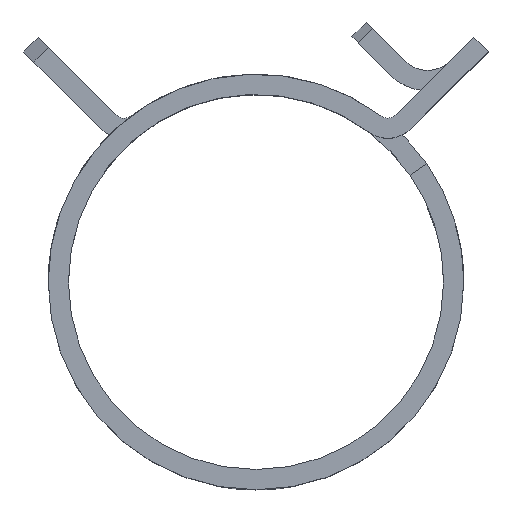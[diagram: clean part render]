
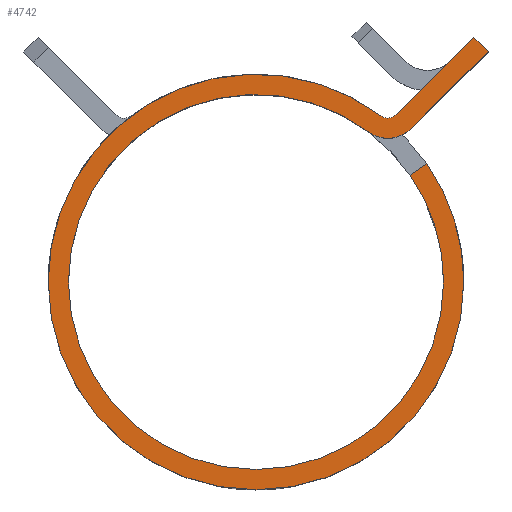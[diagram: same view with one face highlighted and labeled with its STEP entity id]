
A CAD part, top view. The second image highlights one B-rep face of the part: STEP entity #4742.
In plain terms, the highlighted planar face has unit normal (0, 0, 1).
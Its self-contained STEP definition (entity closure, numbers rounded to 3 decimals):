
#180 = DIRECTION ( 'NONE',  ( 0., 0., -1. ) ) ;
#265 = CIRCLE ( 'NONE', #5537, 17.45 ) ;
#327 = CARTESIAN_POINT ( 'NONE',  ( 19.5, 19.32, 6. ) ) ;
#370 = DIRECTION ( 'NONE',  ( 1., 0., 0. ) ) ;
#455 = VERTEX_POINT ( 'NONE', #1375 ) ;
#510 = LINE ( 'NONE', #1110, #977 ) ;
#563 = AXIS2_PLACEMENT_3D ( 'NONE', #4587, #788, #5586 ) ;
#635 = DIRECTION ( 'NONE',  ( -0.71, -0.704, 0. ) ) ;
#761 = CIRCLE ( 'NONE', #563, 2.7 ) ;
#775 = VECTOR ( 'NONE', #4687, 1000. ) ;
#787 = ORIENTED_EDGE ( 'NONE', *, *, #2323, .T. ) ;
#788 = DIRECTION ( 'NONE',  ( 0., 0., -1. ) ) ;
#894 = VERTEX_POINT ( 'NONE', #4434 ) ;
#969 = VECTOR ( 'NONE', #1512, 1000. ) ;
#977 = VECTOR ( 'NONE', #635, 1000. ) ;
#1110 = CARTESIAN_POINT ( 'NONE',  ( 18.304, 20.527, 6. ) ) ;
#1129 = DIRECTION ( 'NONE',  ( 1., 0., 0. ) ) ;
#1188 = CARTESIAN_POINT ( 'NONE',  ( 18.304, 20.527, 6. ) ) ;
#1375 = CARTESIAN_POINT ( 'NONE',  ( 19.5, 19.32, 6. ) ) ;
#1420 = EDGE_CURVE ( 'NONE', #3332, #5724, #2589, .T. ) ;
#1426 = VERTEX_POINT ( 'NONE', #4143 ) ;
#1461 = CARTESIAN_POINT ( 'NONE',  ( 14.341, 9.942, 6. ) ) ;
#1477 = CIRCLE ( 'NONE', #4946, 15.75 ) ;
#1508 = VERTEX_POINT ( 'NONE', #4916 ) ;
#1512 = DIRECTION ( 'NONE',  ( 0.704, -0.71, 0. ) ) ;
#1628 = VERTEX_POINT ( 'NONE', #2425 ) ;
#1639 = DIRECTION ( 'NONE',  ( 1., 0., 0. ) ) ;
#1658 = VERTEX_POINT ( 'NONE', #1461 ) ;
#1665 = CARTESIAN_POINT ( 'NONE',  ( 0., 0., 6. ) ) ;
#1692 = CARTESIAN_POINT ( 'NONE',  ( 0., 0., 6. ) ) ;
#1770 = ORIENTED_EDGE ( 'NONE', *, *, #4703, .T. ) ;
#1886 = EDGE_CURVE ( 'NONE', #894, #1658, #2911, .T. ) ;
#1988 = DIRECTION ( 'NONE',  ( 1., 0., 0. ) ) ;
#2088 = EDGE_CURVE ( 'NONE', #1508, #1628, #1477, .T. ) ;
#2095 = CARTESIAN_POINT ( 'NONE',  ( 0., 0., 6. ) ) ;
#2138 = ORIENTED_EDGE ( 'NONE', *, *, #2295, .F. ) ;
#2225 = ORIENTED_EDGE ( 'NONE', *, *, #5499, .F. ) ;
#2274 = DIRECTION ( 'NONE',  ( 0., 0., 1. ) ) ;
#2295 = EDGE_CURVE ( 'NONE', #2728, #1508, #3764, .T. ) ;
#2307 = CARTESIAN_POINT ( 'NONE',  ( 17.45, 0., 6. ) ) ;
#2323 = EDGE_CURVE ( 'NONE', #5724, #1658, #2976, .T. ) ;
#2386 = VERTEX_POINT ( 'NONE', #5486 ) ;
#2425 = CARTESIAN_POINT ( 'NONE',  ( 15.75, 0., 6. ) ) ;
#2439 = DIRECTION ( 'NONE',  ( 0.822, 0.57, 0. ) ) ;
#2519 = ORIENTED_EDGE ( 'NONE', *, *, #2088, .F. ) ;
#2532 = CARTESIAN_POINT ( 'NONE',  ( 18.304, 20.527, 6. ) ) ;
#2589 = CIRCLE ( 'NONE', #3381, 17.45 ) ;
#2672 = AXIS2_PLACEMENT_3D ( 'NONE', #2095, #4951, #1129 ) ;
#2679 = DIRECTION ( 'NONE',  ( 0., 0., 1. ) ) ;
#2701 = CARTESIAN_POINT ( 'NONE',  ( 9.446, 12.603, 6. ) ) ;
#2728 = VERTEX_POINT ( 'NONE', #2701 ) ;
#2732 = EDGE_CURVE ( 'NONE', #455, #1426, #4597, .T. ) ;
#2911 = LINE ( 'NONE', #2944, #5448 ) ;
#2944 = CARTESIAN_POINT ( 'NONE',  ( 12.943, 8.974, 6. ) ) ;
#2976 = CIRCLE ( 'NONE', #5354, 17.45 ) ;
#3105 = CARTESIAN_POINT ( 'NONE',  ( 10.465, 13.963, 6. ) ) ;
#3121 = DIRECTION ( 'NONE',  ( 1., 0., 0. ) ) ;
#3165 = ORIENTED_EDGE ( 'NONE', *, *, #5998, .F. ) ;
#3332 = VERTEX_POINT ( 'NONE', #5678 ) ;
#3334 = CARTESIAN_POINT ( 'NONE',  ( 0., 0., 6. ) ) ;
#3381 = AXIS2_PLACEMENT_3D ( 'NONE', #1692, #2274, #3619 ) ;
#3447 = EDGE_CURVE ( 'NONE', #3890, #2386, #510, .T. ) ;
#3619 = DIRECTION ( 'NONE',  ( 1., 0., 0. ) ) ;
#3727 = ORIENTED_EDGE ( 'NONE', *, *, #3447, .T. ) ;
#3764 = CIRCLE ( 'NONE', #2672, 15.75 ) ;
#3890 = VERTEX_POINT ( 'NONE', #1188 ) ;
#3921 = DIRECTION ( 'NONE',  ( 0., 0., 1. ) ) ;
#3988 = ORIENTED_EDGE ( 'NONE', *, *, #2732, .F. ) ;
#4065 = CARTESIAN_POINT ( 'NONE',  ( 0., 0., 6. ) ) ;
#4143 = CARTESIAN_POINT ( 'NONE',  ( 12.965, 12.846, 6. ) ) ;
#4173 = EDGE_CURVE ( 'NONE', #1628, #894, #5347, .T. ) ;
#4412 = DIRECTION ( 'NONE',  ( 1., 0., 0. ) ) ;
#4434 = CARTESIAN_POINT ( 'NONE',  ( 12.943, 8.974, 6. ) ) ;
#4527 = DIRECTION ( 'NONE',  ( 0., 0., 1. ) ) ;
#4587 = CARTESIAN_POINT ( 'NONE',  ( 11.065, 14.764, 6. ) ) ;
#4597 = LINE ( 'NONE', #327, #775 ) ;
#4608 = DIRECTION ( 'NONE',  ( 0., 0., 1. ) ) ;
#4687 = DIRECTION ( 'NONE',  ( -0.71, -0.704, 0. ) ) ;
#4703 = EDGE_CURVE ( 'NONE', #5444, #3332, #265, .T. ) ;
#4724 = EDGE_LOOP ( 'NONE', ( #1770, #5781, #787, #6074, #5978, #2519, #2138, #2225, #3988, #3165, #3727, #5588 ) ) ;
#4742 = ADVANCED_FACE ( 'NONE', ( #4990 ), #5987, .T. ) ;
#4916 = CARTESIAN_POINT ( 'NONE',  ( -15.75, 0., 6. ) ) ;
#4938 = CIRCLE ( 'NONE', #5736, 1. ) ;
#4946 = AXIS2_PLACEMENT_3D ( 'NONE', #3334, #4608, #370 ) ;
#4951 = DIRECTION ( 'NONE',  ( 0., 0., 1. ) ) ;
#4990 = FACE_OUTER_BOUND ( 'NONE', #4724, .T. ) ;
#5051 = EDGE_CURVE ( 'NONE', #2386, #5444, #4938, .T. ) ;
#5079 = DIRECTION ( 'NONE',  ( 0., 0., 1. ) ) ;
#5297 = LINE ( 'NONE', #2532, #969 ) ;
#5347 = CIRCLE ( 'NONE', #5453, 15.75 ) ;
#5354 = AXIS2_PLACEMENT_3D ( 'NONE', #5388, #2679, #3121 ) ;
#5388 = CARTESIAN_POINT ( 'NONE',  ( 0., 0., 6. ) ) ;
#5410 = CARTESIAN_POINT ( 'NONE',  ( 11.065, 14.764, 6. ) ) ;
#5444 = VERTEX_POINT ( 'NONE', #3105 ) ;
#5448 = VECTOR ( 'NONE', #2439, 1000. ) ;
#5453 = AXIS2_PLACEMENT_3D ( 'NONE', #5787, #3921, #1988 ) ;
#5486 = CARTESIAN_POINT ( 'NONE',  ( 11.769, 14.053, 6. ) ) ;
#5499 = EDGE_CURVE ( 'NONE', #1426, #2728, #761, .T. ) ;
#5537 = AXIS2_PLACEMENT_3D ( 'NONE', #1665, #4527, #1639 ) ;
#5586 = DIRECTION ( 'NONE',  ( -1., 0., 0. ) ) ;
#5588 = ORIENTED_EDGE ( 'NONE', *, *, #5051, .T. ) ;
#5678 = CARTESIAN_POINT ( 'NONE',  ( -17.45, 0., 6. ) ) ;
#5724 = VERTEX_POINT ( 'NONE', #2307 ) ;
#5736 = AXIS2_PLACEMENT_3D ( 'NONE', #5410, #180, #4412 ) ;
#5781 = ORIENTED_EDGE ( 'NONE', *, *, #1420, .T. ) ;
#5787 = CARTESIAN_POINT ( 'NONE',  ( 0., 0., 6. ) ) ;
#5937 = AXIS2_PLACEMENT_3D ( 'NONE', #4065, #5079, #5963 ) ;
#5963 = DIRECTION ( 'NONE',  ( 1., 0., 0. ) ) ;
#5978 = ORIENTED_EDGE ( 'NONE', *, *, #4173, .F. ) ;
#5987 = PLANE ( 'NONE',  #5937 ) ;
#5998 = EDGE_CURVE ( 'NONE', #3890, #455, #5297, .T. ) ;
#6074 = ORIENTED_EDGE ( 'NONE', *, *, #1886, .F. ) ;
